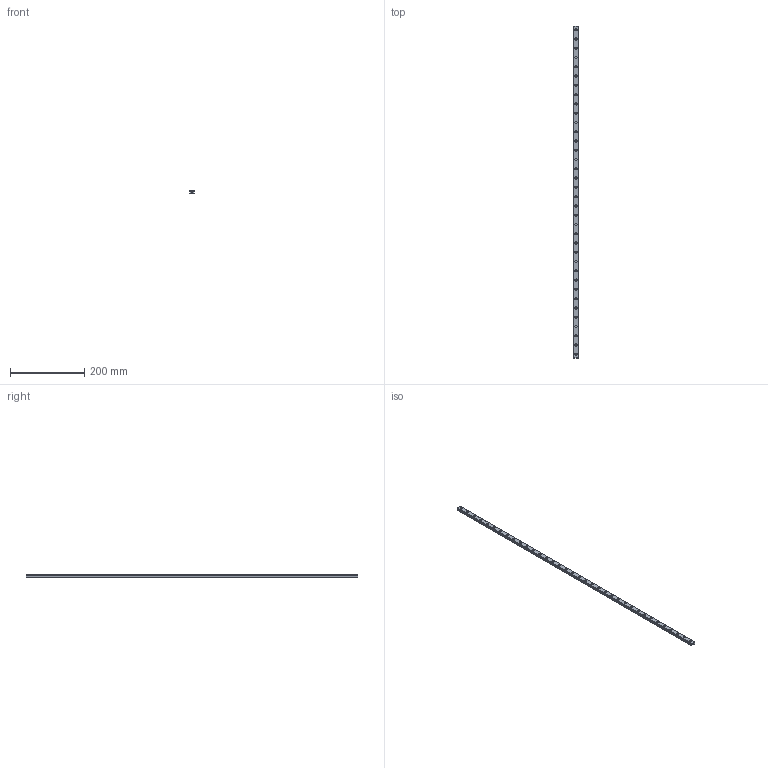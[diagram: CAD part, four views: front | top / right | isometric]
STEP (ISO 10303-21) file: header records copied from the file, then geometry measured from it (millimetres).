
FILE_DESCRIPTION(('STEP AP214'),'1');
FILE_NAME('cctmp_9E3D01C4-5E12-458D-A90B-1D28D3307728_2021_02_19_09_56_47_0204..stp','2021-02-19T08:56:47',('HIWIN GmbH'),('CADClick - www.CADClick.com'),'Spatial InterOp 3D',' ','unknown authorization');
FILE_SCHEMA(('AUTOMOTIVE_DESIGN'));
Length unit declared in the file: millimetre
Products named in the file (1): MGNR12R895CM_FILE
Bounding box: 12 x 895 x 8 mm (x, y, z)
Volume: 76624.4 mm3; surface area: 44619.1 mm2
Topology: 1 solids, 1 shells, 419 faces, 915 edges, 610 vertices
Faces by surface type: cylinder 232, plane 187
Entity records: 15049 total; most frequent: DIRECTION 2219, CARTESIAN_POINT 1945, ORIENTED_EDGE 1830, EDGE_CURVE 915, AXIS2_PLACEMENT_3D 884, VERTEX_POINT 610, EDGE_LOOP 531, CIRCLE 464
